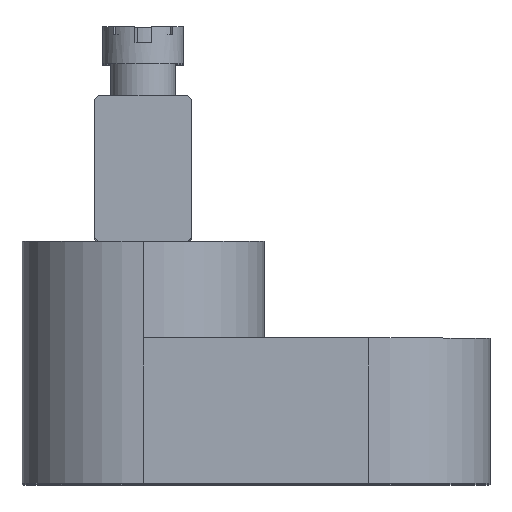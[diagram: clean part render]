
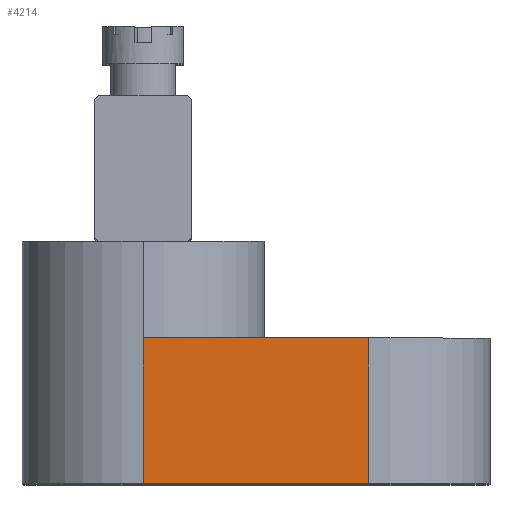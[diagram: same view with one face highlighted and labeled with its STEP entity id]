
A CAD part, top view. The second image highlights one B-rep face of the part: STEP entity #4214.
In plain terms, the highlighted planar face has unit normal (0, 0, 1).
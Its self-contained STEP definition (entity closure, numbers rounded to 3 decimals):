
#371 = EDGE_LOOP ( 'NONE', ( #2969, #4984, #4721, #1626 ) ) ;
#644 = PLANE ( 'NONE',  #5459 ) ;
#1070 = CARTESIAN_POINT ( 'NONE',  ( -14.5, 9., 7.5 ) ) ;
#1247 = EDGE_CURVE ( 'NONE', #2751, #1423, #1577, .T. ) ;
#1252 = VERTEX_POINT ( 'NONE', #2252 ) ;
#1309 = LINE ( 'NONE', #3245, #4757 ) ;
#1391 = CARTESIAN_POINT ( 'NONE',  ( -7., -10.607, 7.5 ) ) ;
#1423 = VERTEX_POINT ( 'NONE', #4555 ) ;
#1499 = DIRECTION ( 'NONE',  ( -1., 0., 0. ) ) ;
#1515 = CARTESIAN_POINT ( 'NONE',  ( -14.5, 9., 7.5 ) ) ;
#1577 = LINE ( 'NONE', #1391, #3744 ) ;
#1626 = ORIENTED_EDGE ( 'NONE', *, *, #3726, .T. ) ;
#1654 = CARTESIAN_POINT ( 'NONE',  ( -7., 0., 7.5 ) ) ;
#1663 = VERTEX_POINT ( 'NONE', #4271 ) ;
#1797 = EDGE_CURVE ( 'NONE', #1663, #1252, #4979, .T. ) ;
#1831 = DIRECTION ( 'NONE',  ( 0., 1., 0. ) ) ;
#1996 = EDGE_CURVE ( 'NONE', #1423, #1252, #3226, .T. ) ;
#2252 = CARTESIAN_POINT ( 'NONE',  ( 7., 9., 7.5 ) ) ;
#2751 = VERTEX_POINT ( 'NONE', #1654 ) ;
#2798 = DIRECTION ( 'NONE',  ( 1., 0., 0. ) ) ;
#2824 = VECTOR ( 'NONE', #2798, 1000. ) ;
#2969 = ORIENTED_EDGE ( 'NONE', *, *, #1797, .T. ) ;
#3064 = DIRECTION ( 'NONE',  ( 0., 1., 0. ) ) ;
#3226 = LINE ( 'NONE', #1515, #2824 ) ;
#3245 = CARTESIAN_POINT ( 'NONE',  ( -14.5, 0., 7.5 ) ) ;
#3606 = FACE_OUTER_BOUND ( 'NONE', #371, .T. ) ;
#3726 = EDGE_CURVE ( 'NONE', #2751, #1663, #1309, .T. ) ;
#3744 = VECTOR ( 'NONE', #1831, 1000. ) ;
#3981 = VECTOR ( 'NONE', #3064, 1000. ) ;
#4103 = DIRECTION ( 'NONE',  ( 0., 0., -1. ) ) ;
#4137 = DIRECTION ( 'NONE',  ( 1., 0., 0. ) ) ;
#4214 = ADVANCED_FACE ( 'NONE', ( #3606 ), #644, .F. ) ;
#4271 = CARTESIAN_POINT ( 'NONE',  ( 7., 0., 7.5 ) ) ;
#4555 = CARTESIAN_POINT ( 'NONE',  ( -7., 9., 7.5 ) ) ;
#4721 = ORIENTED_EDGE ( 'NONE', *, *, #1247, .F. ) ;
#4757 = VECTOR ( 'NONE', #4137, 1000. ) ;
#4979 = LINE ( 'NONE', #5212, #3981 ) ;
#4984 = ORIENTED_EDGE ( 'NONE', *, *, #1996, .F. ) ;
#5212 = CARTESIAN_POINT ( 'NONE',  ( 7., -10.607, 7.5 ) ) ;
#5459 = AXIS2_PLACEMENT_3D ( 'NONE', #1070, #4103, #1499 ) ;
